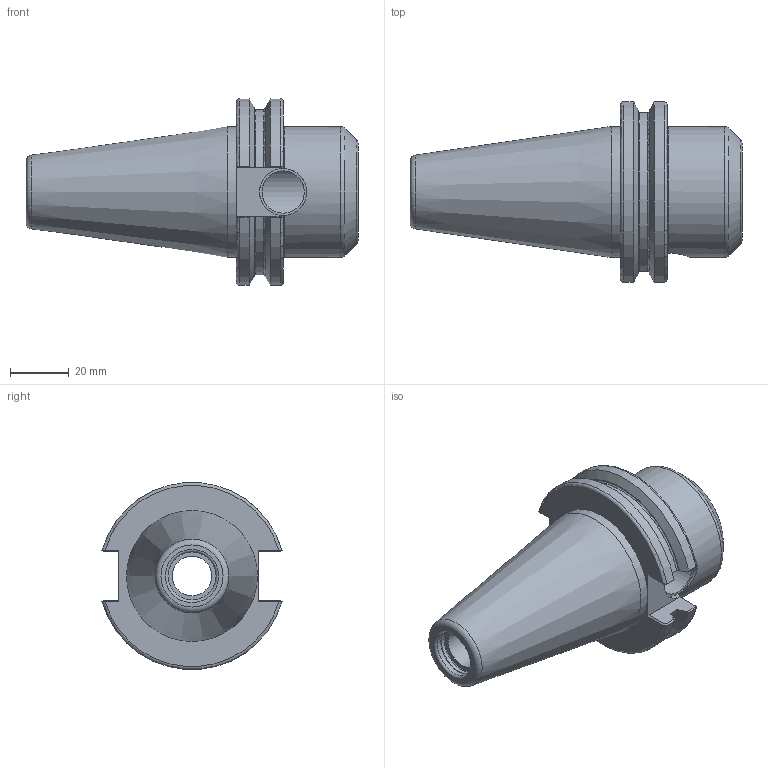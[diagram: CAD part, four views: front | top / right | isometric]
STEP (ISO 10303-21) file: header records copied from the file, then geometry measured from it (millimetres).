
FILE_DESCRIPTION(/* description */ (''),/* implementation_level */ '2;1');
FILE_NAME(/* name */ 'CAT40-EM075-0175.stp',/* time_stamp */ '2019-07-16T11:25:57-05:00',/* author */ ('ldfli'),/* organization */ ('Pioneer N.A.'),/* preprocessor_version */ 'ST-DEVELOPER v18',/* originating_system */ 'Autodesk Inventor LT',/* authorisation */ '');
FILE_SCHEMA (('AUTOMOTIVE_DESIGN { 1 0 10303 214 3 1 1 }'));
Length unit declared in the file: millimetre
Products named in the file (1): CAT40-EM075-0175
Bounding box: 112.7 x 61.14 x 63.31 mm (x, y, z)
Volume: 119700.9 mm3; surface area: 26151.2 mm2
Topology: 1 solids, 1 shells, 90 faces, 256 edges, 171 vertices
Faces by surface type: plane 34, cylinder 17, bspline 16, torus 15, cone 8
Full cylindrical faces by diameter (mm): 10 x1, 13.386 x1, 14.351 x1, 16.3 x1, 16.8 x1, 19.05 x1, 20.05 x1, 44.45 x2
Entity records: 3770 total; most frequent: CARTESIAN_POINT 1482, ORIENTED_EDGE 510, DIRECTION 427, EDGE_CURVE 255, VERTEX_POINT 171, AXIS2_PLACEMENT_3D 162, LINE 103, VECTOR 103
